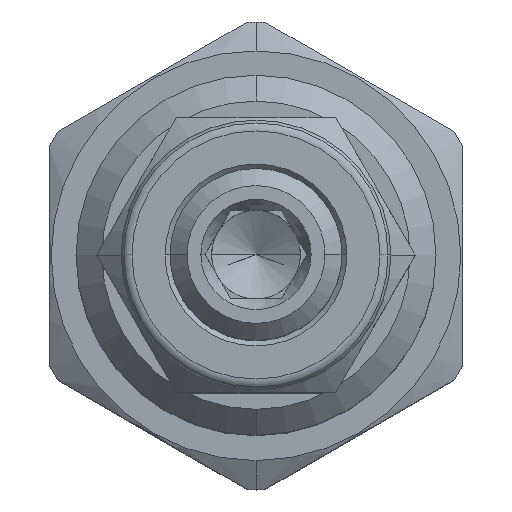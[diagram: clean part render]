
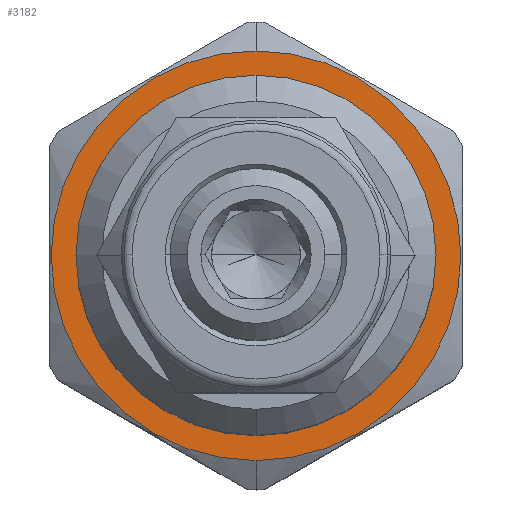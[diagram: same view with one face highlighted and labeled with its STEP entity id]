
A CAD part, top view. The second image highlights one B-rep face of the part: STEP entity #3182.
In plain terms, the highlighted planar face has unit normal (0, 0, 1).
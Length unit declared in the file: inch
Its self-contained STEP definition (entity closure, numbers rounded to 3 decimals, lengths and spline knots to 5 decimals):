
#296=CARTESIAN_POINT('',(0.,0.,2.468));
#297=DIRECTION('',(0.,0.,1.));
#298=DIRECTION('',(0.,-1.,0.));
#299=AXIS2_PLACEMENT_3D('',#296,#297,#298);
#301=CARTESIAN_POINT('',(0.,0.,2.468));
#302=DIRECTION('',(0.,0.,-1.));
#303=DIRECTION('',(0.,-1.,0.));
#304=AXIS2_PLACEMENT_3D('',#301,#302,#303);
#310=CARTESIAN_POINT('',(0.,0.,2.468));
#311=DIRECTION('',(0.,0.,-1.));
#312=DIRECTION('',(0.,-1.,0.));
#313=AXIS2_PLACEMENT_3D('',#310,#311,#312);
#486=CARTESIAN_POINT('',(0.,0.,2.468));
#487=DIRECTION('',(0.,0.,1.));
#488=DIRECTION('',(0.,-1.,0.));
#489=AXIS2_PLACEMENT_3D('',#486,#487,#488);
#2549=CARTESIAN_POINT('',(0.,-0.3715,2.468));
#2551=VERTEX_POINT('',#2549);
#2557=CARTESIAN_POINT('',(0.,0.3715,2.468));
#2559=VERTEX_POINT('',#2557);
#2565=CARTESIAN_POINT('',(0.,-0.3265,2.468));
#2566=CARTESIAN_POINT('',(0.,0.3265,2.468));
#2567=VERTEX_POINT('',#2565);
#2568=VERTEX_POINT('',#2566);
#3167=CARTESIAN_POINT('',(0.,0.,2.468));
#3168=DIRECTION('',(0.,0.,1.));
#3169=DIRECTION('',(0.,-1.,0.));
#3170=AXIS2_PLACEMENT_3D('',#3167,#3168,#3169);
#3171=PLANE('',#3170);
#3173=ORIENTED_EDGE('',*,*,#3172,.T.);
#3175=ORIENTED_EDGE('',*,*,#3174,.F.);
#3176=EDGE_LOOP('',(#3173,#3175));
#3177=FACE_OUTER_BOUND('',#3176,.F.);
#3178=ORIENTED_EDGE('',*,*,#3161,.T.);
#3179=ORIENTED_EDGE('',*,*,#3147,.F.);
#3180=EDGE_LOOP('',(#3178,#3179));
#3181=FACE_BOUND('',#3180,.F.);
#3182=ADVANCED_FACE('',(#3177,#3181),#3171,.T.);
#300=CIRCLE('',#299,0.3265);
#305=CIRCLE('',#304,0.3265);
#314=CIRCLE('',#313,0.3715);
#490=CIRCLE('',#489,0.3715);
#3147=EDGE_CURVE('',#2567,#2568,#305,.T.);
#3161=EDGE_CURVE('',#2567,#2568,#300,.T.);
#3172=EDGE_CURVE('',#2551,#2559,#314,.T.);
#3174=EDGE_CURVE('',#2551,#2559,#490,.T.);
